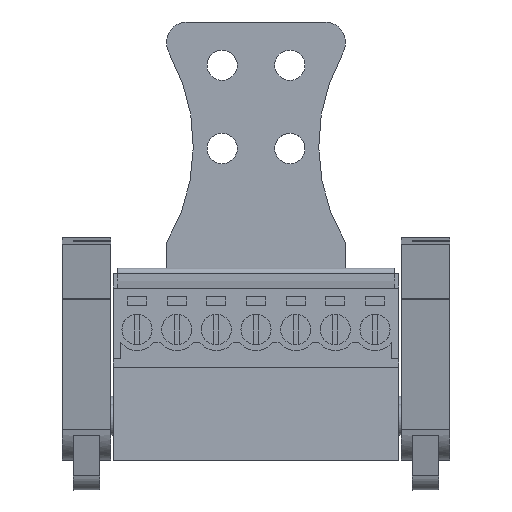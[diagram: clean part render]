
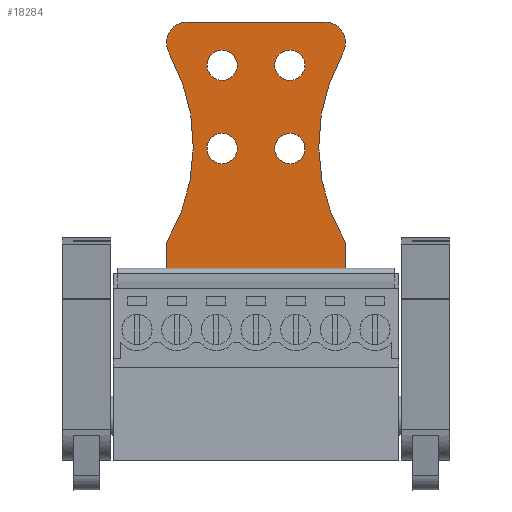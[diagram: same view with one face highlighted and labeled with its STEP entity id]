
A CAD part, front view. The second image highlights one B-rep face of the part: STEP entity #18284.
In plain terms, the highlighted planar face has unit normal (0, -1, 0).
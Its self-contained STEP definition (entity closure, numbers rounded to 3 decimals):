
#17850=AXIS2_PLACEMENT_3D('Circle Axis2P3D',#17848,#17849,$) ;
#17882=AXIS2_PLACEMENT_3D('Circle Axis2P3D',#17880,#17881,$) ;
#17932=AXIS2_PLACEMENT_3D('Circle Axis2P3D',#17930,#17931,$) ;
#17950=AXIS2_PLACEMENT_3D('Circle Axis2P3D',#17948,#17949,$) ;
#18025=AXIS2_PLACEMENT_3D('Circle Axis2P3D',#18023,#18024,$) ;
#18057=AXIS2_PLACEMENT_3D('Circle Axis2P3D',#18055,#18056,$) ;
#18075=AXIS2_PLACEMENT_3D('Circle Axis2P3D',#18073,#18074,$) ;
#18131=AXIS2_PLACEMENT_3D('Circle Axis2P3D',#18129,#18130,$) ;
#18187=AXIS2_PLACEMENT_3D('Circle Axis2P3D',#18185,#18186,$) ;
#18219=AXIS2_PLACEMENT_3D('Circle Axis2P3D',#18217,#18218,$) ;
#18251=AXIS2_PLACEMENT_3D('Plane Axis2P3D',#18248,#18249,#18250) ;
#17791=CARTESIAN_POINT('Line Origine',(10.07,14.976,22.296)) ;
#17795=CARTESIAN_POINT('Vertex',(10.07,14.976,23.797)) ;
#17797=CARTESIAN_POINT('Vertex',(10.07,14.976,20.796)) ;
#17848=CARTESIAN_POINT('Axis2P3D Location',(-5.585,14.976,33.07)) ;
#17852=CARTESIAN_POINT('Vertex',(10.286,14.976,41.968)) ;
#17877=CARTESIAN_POINT('Vertex',(12.03,14.976,44.946)) ;
#17880=CARTESIAN_POINT('Axis2P3D Location',(12.03,14.976,42.946)) ;
#17898=CARTESIAN_POINT('Line Origine',(18.63,14.976,44.946)) ;
#17902=CARTESIAN_POINT('Vertex',(25.23,14.976,44.946)) ;
#17927=CARTESIAN_POINT('Vertex',(26.974,14.976,41.968)) ;
#17930=CARTESIAN_POINT('Axis2P3D Location',(25.23,14.976,42.946)) ;
#17948=CARTESIAN_POINT('Axis2P3D Location',(42.845,14.976,33.07)) ;
#17952=CARTESIAN_POINT('Vertex',(27.19,14.976,23.797)) ;
#17973=CARTESIAN_POINT('Line Origine',(27.19,14.976,22.296)) ;
#17977=CARTESIAN_POINT('Vertex',(27.19,14.976,20.796)) ;
#18023=CARTESIAN_POINT('Axis2P3D Location',(21.88,14.976,40.796)) ;
#18027=CARTESIAN_POINT('Vertex',(20.43,14.976,40.796)) ;
#18029=CARTESIAN_POINT('Vertex',(23.33,14.976,40.796)) ;
#18055=CARTESIAN_POINT('Axis2P3D Location',(21.88,14.976,40.796)) ;
#18073=CARTESIAN_POINT('Axis2P3D Location',(15.38,14.976,40.796)) ;
#18077=CARTESIAN_POINT('Vertex',(13.93,14.976,40.796)) ;
#18079=CARTESIAN_POINT('Vertex',(16.83,14.976,40.796)) ;
#18106=CARTESIAN_POINT('Control Point',(13.93,14.976,40.796)) ;
#18107=CARTESIAN_POINT('Control Point',(13.93,14.976,41.252)) ;
#18108=CARTESIAN_POINT('Control Point',(14.109,14.976,41.707)) ;
#18109=CARTESIAN_POINT('Control Point',(14.469,14.976,42.068)) ;
#18110=CARTESIAN_POINT('Control Point',(15.38,14.976,42.425)) ;
#18111=CARTESIAN_POINT('Control Point',(16.291,14.976,42.068)) ;
#18112=CARTESIAN_POINT('Control Point',(16.651,14.976,41.707)) ;
#18113=CARTESIAN_POINT('Control Point',(16.83,14.976,41.252)) ;
#18114=CARTESIAN_POINT('Control Point',(16.83,14.976,40.796)) ;
#18129=CARTESIAN_POINT('Axis2P3D Location',(21.88,14.976,32.796)) ;
#18133=CARTESIAN_POINT('Vertex',(20.43,14.976,32.796)) ;
#18135=CARTESIAN_POINT('Vertex',(23.33,14.976,32.796)) ;
#18162=CARTESIAN_POINT('Control Point',(20.43,14.976,32.796)) ;
#18163=CARTESIAN_POINT('Control Point',(20.43,14.976,33.252)) ;
#18164=CARTESIAN_POINT('Control Point',(20.609,14.976,33.707)) ;
#18165=CARTESIAN_POINT('Control Point',(20.969,14.976,34.068)) ;
#18166=CARTESIAN_POINT('Control Point',(21.88,14.976,34.425)) ;
#18167=CARTESIAN_POINT('Control Point',(22.791,14.976,34.068)) ;
#18168=CARTESIAN_POINT('Control Point',(23.151,14.976,33.707)) ;
#18169=CARTESIAN_POINT('Control Point',(23.33,14.976,33.252)) ;
#18170=CARTESIAN_POINT('Control Point',(23.33,14.976,32.796)) ;
#18185=CARTESIAN_POINT('Axis2P3D Location',(15.38,14.976,32.796)) ;
#18189=CARTESIAN_POINT('Vertex',(13.93,14.976,32.796)) ;
#18191=CARTESIAN_POINT('Vertex',(16.83,14.976,32.796)) ;
#18217=CARTESIAN_POINT('Axis2P3D Location',(15.38,14.976,32.796)) ;
#18248=CARTESIAN_POINT('Axis2P3D Location',(18.63,14.976,11.796)) ;
#18253=CARTESIAN_POINT('Line Origine',(18.63,14.976,20.796)) ;
#17792=DIRECTION('Vector Direction',(0.,0.,-1.)) ;
#17849=DIRECTION('Axis2P3D Direction',(0.,1.,0.)) ;
#17881=DIRECTION('Axis2P3D Direction',(0.,1.,0.)) ;
#17899=DIRECTION('Vector Direction',(1.,0.,0.)) ;
#17931=DIRECTION('Axis2P3D Direction',(0.,1.,0.)) ;
#17949=DIRECTION('Axis2P3D Direction',(0.,1.,0.)) ;
#17974=DIRECTION('Vector Direction',(0.,0.,1.)) ;
#18024=DIRECTION('Axis2P3D Direction',(0.,1.,0.)) ;
#18056=DIRECTION('Axis2P3D Direction',(0.,1.,0.)) ;
#18074=DIRECTION('Axis2P3D Direction',(0.,1.,0.)) ;
#18130=DIRECTION('Axis2P3D Direction',(0.,1.,0.)) ;
#18186=DIRECTION('Axis2P3D Direction',(0.,1.,0.)) ;
#18218=DIRECTION('Axis2P3D Direction',(0.,1.,0.)) ;
#18249=DIRECTION('Axis2P3D Direction',(0.,-1.,0.)) ;
#18250=DIRECTION('Axis2P3D XDirection',(1.,0.,0.)) ;
#18254=DIRECTION('Vector Direction',(-1.,0.,0.)) ;
#17793=VECTOR('Line Direction',#17792,1.) ;
#17900=VECTOR('Line Direction',#17899,1.) ;
#17975=VECTOR('Line Direction',#17974,1.) ;
#18255=VECTOR('Line Direction',#18254,1.) ;
#18259=ORIENTED_EDGE('',*,*,#17979,.T.) ;
#18260=ORIENTED_EDGE('',*,*,#17954,.F.) ;
#18261=ORIENTED_EDGE('',*,*,#17934,.T.) ;
#18262=ORIENTED_EDGE('',*,*,#17904,.F.) ;
#18263=ORIENTED_EDGE('',*,*,#17884,.T.) ;
#18264=ORIENTED_EDGE('',*,*,#17854,.F.) ;
#18265=ORIENTED_EDGE('',*,*,#17799,.T.) ;
#18266=ORIENTED_EDGE('',*,*,#18257,.F.) ;
#18269=ORIENTED_EDGE('',*,*,#18031,.F.) ;
#18270=ORIENTED_EDGE('',*,*,#18059,.F.) ;
#18273=ORIENTED_EDGE('',*,*,#18081,.F.) ;
#18274=ORIENTED_EDGE('',*,*,#18115,.F.) ;
#18277=ORIENTED_EDGE('',*,*,#18137,.F.) ;
#18278=ORIENTED_EDGE('',*,*,#18171,.F.) ;
#18281=ORIENTED_EDGE('',*,*,#18193,.F.) ;
#18282=ORIENTED_EDGE('',*,*,#18221,.F.) ;
#18271=FACE_BOUND('',#18268,.T.) ;
#18275=FACE_BOUND('',#18272,.T.) ;
#18279=FACE_BOUND('',#18276,.T.) ;
#18283=FACE_BOUND('',#18280,.T.) ;
#18284=ADVANCED_FACE('Strain relief',(#18267,#18271,#18275,#18279,#18283),#18252,.T.) ;
#18105=B_SPLINE_CURVE_WITH_KNOTS('',5,(#18106,#18107,#18108,#18109,#18110,#18111,#18112,#18113,#18114),.UNSPECIFIED.,.F.,.U.,(6,3,6),(-2.278,0.,2.278),.UNSPECIFIED.) ;
#18161=B_SPLINE_CURVE_WITH_KNOTS('',5,(#18162,#18163,#18164,#18165,#18166,#18167,#18168,#18169,#18170),.UNSPECIFIED.,.F.,.U.,(6,3,6),(-2.278,0.,2.278),.UNSPECIFIED.) ;
#17851=CIRCLE('generated circle',#17850,18.195) ;
#17883=CIRCLE('generated circle',#17882,2.) ;
#17933=CIRCLE('generated circle',#17932,2.) ;
#17951=CIRCLE('generated circle',#17950,18.195) ;
#18026=CIRCLE('generated circle',#18025,1.45) ;
#18058=CIRCLE('generated circle',#18057,1.45) ;
#18076=CIRCLE('generated circle',#18075,1.45) ;
#18132=CIRCLE('generated circle',#18131,1.45) ;
#18188=CIRCLE('generated circle',#18187,1.45) ;
#18220=CIRCLE('generated circle',#18219,1.45) ;
#17799=EDGE_CURVE('',#17796,#17798,#17794,.T.) ;
#17854=EDGE_CURVE('',#17796,#17853,#17851,.F.) ;
#17884=EDGE_CURVE('',#17878,#17853,#17883,.F.) ;
#17904=EDGE_CURVE('',#17878,#17903,#17901,.T.) ;
#17934=EDGE_CURVE('',#17928,#17903,#17933,.F.) ;
#17954=EDGE_CURVE('',#17928,#17953,#17951,.F.) ;
#17979=EDGE_CURVE('',#17978,#17953,#17976,.T.) ;
#18031=EDGE_CURVE('',#18028,#18030,#18026,.F.) ;
#18059=EDGE_CURVE('',#18030,#18028,#18058,.F.) ;
#18081=EDGE_CURVE('',#18078,#18080,#18076,.F.) ;
#18115=EDGE_CURVE('',#18080,#18078,#18105,.F.) ;
#18137=EDGE_CURVE('',#18134,#18136,#18132,.F.) ;
#18171=EDGE_CURVE('',#18136,#18134,#18161,.F.) ;
#18193=EDGE_CURVE('',#18190,#18192,#18188,.F.) ;
#18221=EDGE_CURVE('',#18192,#18190,#18220,.F.) ;
#18257=EDGE_CURVE('',#17978,#17798,#18256,.T.) ;
#18258=EDGE_LOOP('',(#18259,#18260,#18261,#18262,#18263,#18264,#18265,#18266)) ;
#18268=EDGE_LOOP('',(#18269,#18270)) ;
#18272=EDGE_LOOP('',(#18273,#18274)) ;
#18276=EDGE_LOOP('',(#18277,#18278)) ;
#18280=EDGE_LOOP('',(#18281,#18282)) ;
#18267=FACE_OUTER_BOUND('',#18258,.T.) ;
#17794=LINE('Line',#17791,#17793) ;
#17901=LINE('Line',#17898,#17900) ;
#17976=LINE('Line',#17973,#17975) ;
#18256=LINE('Line',#18253,#18255) ;
#18252=PLANE('',#18251) ;
#17796=VERTEX_POINT('',#17795) ;
#17798=VERTEX_POINT('',#17797) ;
#17853=VERTEX_POINT('',#17852) ;
#17878=VERTEX_POINT('',#17877) ;
#17903=VERTEX_POINT('',#17902) ;
#17928=VERTEX_POINT('',#17927) ;
#17953=VERTEX_POINT('',#17952) ;
#17978=VERTEX_POINT('',#17977) ;
#18028=VERTEX_POINT('',#18027) ;
#18030=VERTEX_POINT('',#18029) ;
#18078=VERTEX_POINT('',#18077) ;
#18080=VERTEX_POINT('',#18079) ;
#18134=VERTEX_POINT('',#18133) ;
#18136=VERTEX_POINT('',#18135) ;
#18190=VERTEX_POINT('',#18189) ;
#18192=VERTEX_POINT('',#18191) ;
